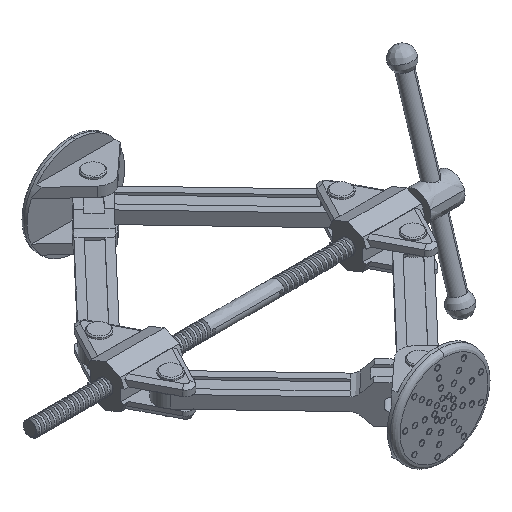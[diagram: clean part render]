
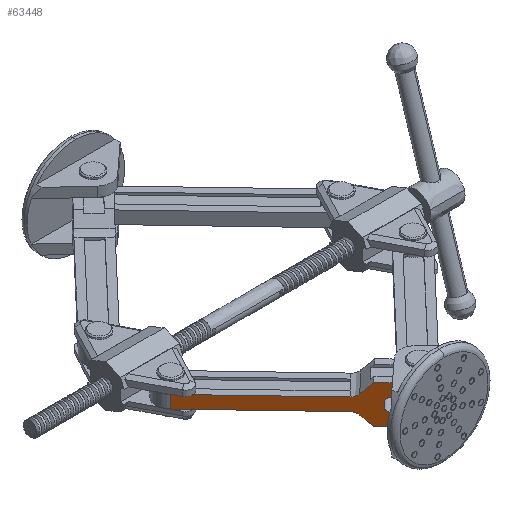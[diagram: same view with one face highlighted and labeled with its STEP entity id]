
A CAD part, isometric view. The second image highlights one B-rep face of the part: STEP entity #63448.
In plain terms, the highlighted free-form (B-spline) face has degree [1, 1] with [2, 2] control points.
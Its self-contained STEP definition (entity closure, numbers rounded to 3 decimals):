
#63216 = VERTEX_POINT('',#63217);
#63217 = CARTESIAN_POINT('',(-25.32,-440.99,
    14.646));
#63233 = VERTEX_POINT('',#63234);
#63234 = CARTESIAN_POINT('',(-25.32,-440.99,
    41.845));
#63240 = EDGE_CURVE('',#63216,#63233,#63241,.T.);
#63241 = B_SPLINE_CURVE_WITH_KNOTS('',1,(#63242,#63243),.UNSPECIFIED.,
  .F.,.F.,(2,2),(52.,78.),.PIECEWISE_BEZIER_KNOTS.);
#63242 = CARTESIAN_POINT('',(-25.32,-440.99,
    14.646));
#63243 = CARTESIAN_POINT('',(-25.32,-440.99,
    41.845));
#63256 = VERTEX_POINT('',#63257);
#63257 = CARTESIAN_POINT('',(-25.32,-440.99,
    -39.753));
#63273 = VERTEX_POINT('',#63274);
#63274 = CARTESIAN_POINT('',(-25.32,-440.99,
    -12.554));
#63280 = EDGE_CURVE('',#63256,#63273,#63281,.T.);
#63281 = B_SPLINE_CURVE_WITH_KNOTS('',1,(#63282,#63283),.UNSPECIFIED.,
  .F.,.F.,(2,2),(0.,26.),.PIECEWISE_BEZIER_KNOTS.);
#63282 = CARTESIAN_POINT('',(-25.32,-440.99,
    -39.753));
#63283 = CARTESIAN_POINT('',(-25.32,-440.99,
    -12.554));
#63316 = VERTEX_POINT('',#63317);
#63317 = CARTESIAN_POINT('',(-96.999,-365.655,
    -12.554));
#63322 = EDGE_CURVE('',#63323,#63316,#63325,.T.);
#63323 = VERTEX_POINT('',#63324);
#63324 = CARTESIAN_POINT('',(-284.917,-168.151,
    -12.554));
#63325 = B_SPLINE_CURVE_WITH_KNOTS('',1,(#63326,#63327),.UNSPECIFIED.,
  .F.,.F.,(2,2),(152.411,413.009),
  .PIECEWISE_BEZIER_KNOTS.);
#63326 = CARTESIAN_POINT('',(-284.917,-168.151,
    -12.554));
#63327 = CARTESIAN_POINT('',(-96.999,-365.655,
    -12.554));
#63448 = ADVANCED_FACE('',(#63449),#63543,.T.);
#63449 = FACE_BOUND('',#63450,.T.);
#63450 = EDGE_LOOP('',(#63451,#63452,#63459,#63467,#63474,#63482,#63487,
    #63488,#63495,#63502,#63510,#63517,#63522,#63523,#63531,#63538));
#63451 = ORIENTED_EDGE('',*,*,#63280,.T.);
#63452 = ORIENTED_EDGE('',*,*,#63453,.F.);
#63453 = EDGE_CURVE('',#63454,#63273,#63456,.T.);
#63454 = VERTEX_POINT('',#63455);
#63455 = CARTESIAN_POINT('',(-54.164,-410.675,
    -12.554));
#63456 = B_SPLINE_CURVE_WITH_KNOTS('',1,(#63457,#63458),.UNSPECIFIED.,
  .F.,.F.,(2,2),(472.411,512.411),
  .PIECEWISE_BEZIER_KNOTS.);
#63457 = CARTESIAN_POINT('',(-54.164,-410.675,
    -12.554));
#63458 = CARTESIAN_POINT('',(-25.32,-440.99,
    -12.554));
#63459 = ORIENTED_EDGE('',*,*,#63460,.T.);
#63460 = EDGE_CURVE('',#63454,#63461,#63463,.T.);
#63461 = VERTEX_POINT('',#63462);
#63462 = CARTESIAN_POINT('',(-61.375,-403.096,
    -2.092));
#63463 = ( BOUNDED_CURVE() B_SPLINE_CURVE(2,(#63464,#63465,#63466),
.UNSPECIFIED.,.F.,.F.) B_SPLINE_CURVE_WITH_KNOTS((3,3),(3.142,
4.712),.PIECEWISE_BEZIER_KNOTS.) CURVE() 
GEOMETRIC_REPRESENTATION_ITEM() RATIONAL_B_SPLINE_CURVE((1.,
0.707,1.)) REPRESENTATION_ITEM('') );
#63464 = CARTESIAN_POINT('',(-54.164,-410.675,
    -12.554));
#63465 = CARTESIAN_POINT('',(-61.375,-403.096,
    -12.554));
#63466 = CARTESIAN_POINT('',(-61.375,-403.096,
    -2.092));
#63467 = ORIENTED_EDGE('',*,*,#63468,.T.);
#63468 = EDGE_CURVE('',#63461,#63469,#63471,.T.);
#63469 = VERTEX_POINT('',#63470);
#63470 = CARTESIAN_POINT('',(-61.375,-403.096,
    4.185));
#63471 = B_SPLINE_CURVE_WITH_KNOTS('',1,(#63472,#63473),.UNSPECIFIED.,
  .F.,.F.,(2,2),(-3.,3.),.PIECEWISE_BEZIER_KNOTS.);
#63472 = CARTESIAN_POINT('',(-61.375,-403.096,
    -2.092));
#63473 = CARTESIAN_POINT('',(-61.375,-403.096,
    4.185));
#63474 = ORIENTED_EDGE('',*,*,#63475,.F.);
#63475 = EDGE_CURVE('',#63476,#63469,#63478,.T.);
#63476 = VERTEX_POINT('',#63477);
#63477 = CARTESIAN_POINT('',(-54.164,-410.675,
    14.646));
#63478 = ( BOUNDED_CURVE() B_SPLINE_CURVE(2,(#63479,#63480,#63481),
.UNSPECIFIED.,.F.,.F.) B_SPLINE_CURVE_WITH_KNOTS((3,3),(0.,
1.571),.PIECEWISE_BEZIER_KNOTS.) CURVE() 
GEOMETRIC_REPRESENTATION_ITEM() RATIONAL_B_SPLINE_CURVE((1.,
0.707,1.)) REPRESENTATION_ITEM('') );
#63479 = CARTESIAN_POINT('',(-54.164,-410.675,
    14.646));
#63480 = CARTESIAN_POINT('',(-61.375,-403.096,
    14.646));
#63481 = CARTESIAN_POINT('',(-61.375,-403.096,
    4.185));
#63482 = ORIENTED_EDGE('',*,*,#63483,.F.);
#63483 = EDGE_CURVE('',#63216,#63476,#63484,.T.);
#63484 = B_SPLINE_CURVE_WITH_KNOTS('',1,(#63485,#63486),.UNSPECIFIED.,
  .F.,.F.,(2,2),(-512.411,-472.411),
  .PIECEWISE_BEZIER_KNOTS.);
#63485 = CARTESIAN_POINT('',(-25.32,-440.99,
    14.646));
#63486 = CARTESIAN_POINT('',(-54.164,-410.675,
    14.646));
#63487 = ORIENTED_EDGE('',*,*,#63240,.T.);
#63488 = ORIENTED_EDGE('',*,*,#63489,.F.);
#63489 = EDGE_CURVE('',#63490,#63233,#63492,.T.);
#63490 = VERTEX_POINT('',#63491);
#63491 = CARTESIAN_POINT('',(-72.277,-391.638,
    41.845));
#63492 = B_SPLINE_CURVE_WITH_KNOTS('',1,(#63493,#63494),.UNSPECIFIED.,
  .F.,.F.,(2,2),(-65.118,0.),.PIECEWISE_BEZIER_KNOTS.);
#63493 = CARTESIAN_POINT('',(-72.277,-391.638,
    41.845));
#63494 = CARTESIAN_POINT('',(-25.32,-440.99,
    41.845));
#63495 = ORIENTED_EDGE('',*,*,#63496,.T.);
#63496 = EDGE_CURVE('',#63490,#63497,#63499,.T.);
#63497 = VERTEX_POINT('',#63498);
#63498 = CARTESIAN_POINT('',(-86.801,-376.373,
    20.774));
#63499 = B_SPLINE_CURVE_WITH_KNOTS('',1,(#63500,#63501),.UNSPECIFIED.,
  .F.,.F.,(2,2),(-343.861,-315.376),
  .PIECEWISE_BEZIER_KNOTS.);
#63500 = CARTESIAN_POINT('',(-72.277,-391.638,
    41.845));
#63501 = CARTESIAN_POINT('',(-86.801,-376.373,
    20.774));
#63502 = ORIENTED_EDGE('',*,*,#63503,.T.);
#63503 = EDGE_CURVE('',#63497,#63504,#63506,.T.);
#63504 = VERTEX_POINT('',#63505);
#63505 = CARTESIAN_POINT('',(-96.999,-365.655,
    14.646));
#63506 = ( BOUNDED_CURVE() B_SPLINE_CURVE(2,(#63507,#63508,#63509),
.UNSPECIFIED.,.F.,.F.) B_SPLINE_CURVE_WITH_KNOTS((3,3),(2.356,
3.142),.PIECEWISE_BEZIER_KNOTS.) CURVE() 
GEOMETRIC_REPRESENTATION_ITEM() RATIONAL_B_SPLINE_CURVE((1.,
0.924,1.)) REPRESENTATION_ITEM('') );
#63507 = CARTESIAN_POINT('',(-86.801,-376.373,
    20.774));
#63508 = CARTESIAN_POINT('',(-91.025,-371.933,
    14.646));
#63509 = CARTESIAN_POINT('',(-96.999,-365.655,
    14.646));
#63510 = ORIENTED_EDGE('',*,*,#63511,.F.);
#63511 = EDGE_CURVE('',#63512,#63504,#63514,.T.);
#63512 = VERTEX_POINT('',#63513);
#63513 = CARTESIAN_POINT('',(-284.917,-168.151,
    14.646));
#63514 = B_SPLINE_CURVE_WITH_KNOTS('',1,(#63515,#63516),.UNSPECIFIED.,
  .F.,.F.,(2,2),(152.411,413.009),
  .PIECEWISE_BEZIER_KNOTS.);
#63515 = CARTESIAN_POINT('',(-284.917,-168.151,
    14.646));
#63516 = CARTESIAN_POINT('',(-96.999,-365.655,
    14.646));
#63517 = ORIENTED_EDGE('',*,*,#63518,.F.);
#63518 = EDGE_CURVE('',#63323,#63512,#63519,.T.);
#63519 = B_SPLINE_CURVE_WITH_KNOTS('',1,(#63520,#63521),.UNSPECIFIED.,
  .F.,.F.,(2,2),(26.,52.),.PIECEWISE_BEZIER_KNOTS.);
#63520 = CARTESIAN_POINT('',(-284.917,-168.151,
    -12.554));
#63521 = CARTESIAN_POINT('',(-284.917,-168.151,
    14.646));
#63522 = ORIENTED_EDGE('',*,*,#63322,.T.);
#63523 = ORIENTED_EDGE('',*,*,#63524,.F.);
#63524 = EDGE_CURVE('',#63525,#63316,#63527,.T.);
#63525 = VERTEX_POINT('',#63526);
#63526 = CARTESIAN_POINT('',(-86.801,-376.373,
    -18.682));
#63527 = ( BOUNDED_CURVE() B_SPLINE_CURVE(2,(#63528,#63529,#63530),
.UNSPECIFIED.,.F.,.F.) B_SPLINE_CURVE_WITH_KNOTS((3,3),(5.498,
6.283),.PIECEWISE_BEZIER_KNOTS.) CURVE() 
GEOMETRIC_REPRESENTATION_ITEM() RATIONAL_B_SPLINE_CURVE((1.,
0.924,1.)) REPRESENTATION_ITEM('') );
#63528 = CARTESIAN_POINT('',(-86.801,-376.373,
    -18.682));
#63529 = CARTESIAN_POINT('',(-91.025,-371.933,
    -12.554));
#63530 = CARTESIAN_POINT('',(-96.999,-365.655,
    -12.554));
#63531 = ORIENTED_EDGE('',*,*,#63532,.F.);
#63532 = EDGE_CURVE('',#63533,#63525,#63535,.T.);
#63533 = VERTEX_POINT('',#63534);
#63534 = CARTESIAN_POINT('',(-72.277,-391.638,
    -39.753));
#63535 = B_SPLINE_CURVE_WITH_KNOTS('',1,(#63536,#63537),.UNSPECIFIED.,
  .F.,.F.,(2,2),(-343.861,-315.376),
  .PIECEWISE_BEZIER_KNOTS.);
#63536 = CARTESIAN_POINT('',(-72.277,-391.638,
    -39.753));
#63537 = CARTESIAN_POINT('',(-86.801,-376.373,
    -18.682));
#63538 = ORIENTED_EDGE('',*,*,#63539,.T.);
#63539 = EDGE_CURVE('',#63533,#63256,#63540,.T.);
#63540 = B_SPLINE_CURVE_WITH_KNOTS('',1,(#63541,#63542),.UNSPECIFIED.,
  .F.,.F.,(2,2),(-65.118,0.),.PIECEWISE_BEZIER_KNOTS.);
#63541 = CARTESIAN_POINT('',(-72.277,-391.638,
    -39.753));
#63542 = CARTESIAN_POINT('',(-25.32,-440.99,
    -39.753));
#63543 = B_SPLINE_SURFACE_WITH_KNOTS('',1,1,(
    (#63544,#63545)
    ,(#63546,#63547
    )),.UNSPECIFIED.,.F.,.F.,.F.,(2,2),(2,2),(-360.,0.),(0.,78.),
  .PIECEWISE_BEZIER_KNOTS.);
#63544 = CARTESIAN_POINT('',(-284.917,-168.151,
    -39.753));
#63545 = CARTESIAN_POINT('',(-284.917,-168.151,
    41.845));
#63546 = CARTESIAN_POINT('',(-25.32,-440.99,
    -39.753));
#63547 = CARTESIAN_POINT('',(-25.32,-440.99,
    41.845));
